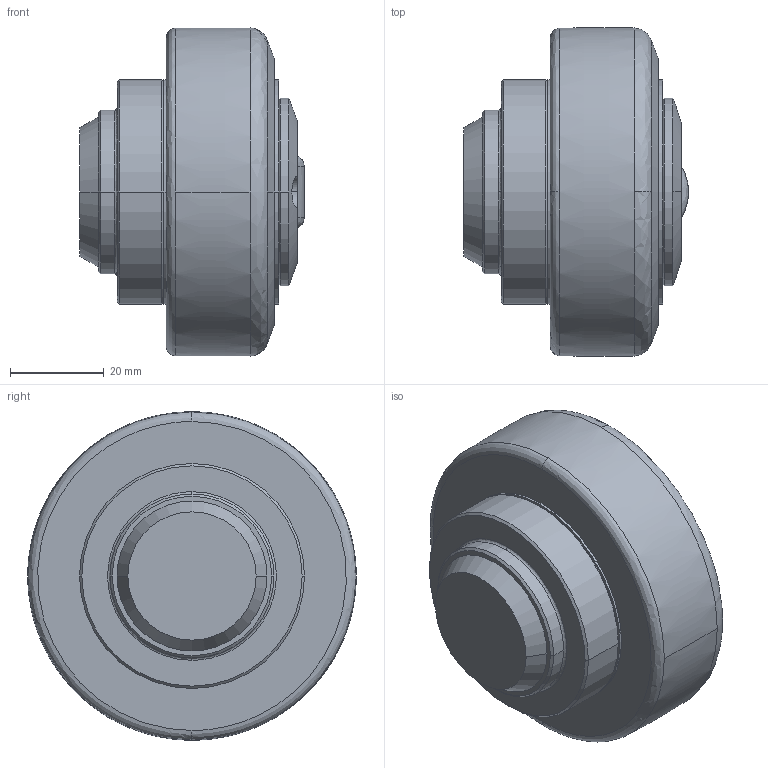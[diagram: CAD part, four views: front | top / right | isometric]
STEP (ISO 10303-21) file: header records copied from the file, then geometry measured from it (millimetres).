
FILE_DESCRIPTION (( 'STEP AP214' ), '1' );
FILE_NAME ('TR-070.0300-Rollco.step', '2023-04-28T07:38:38', ( '' ), ( '' ), 'SwSTEP 2.0', 'SolidWorks 2010', '' );
FILE_SCHEMA (( 'AUTOMOTIVE_DESIGN' ));
Length unit declared in the file: millimetre
Products named in the file (1): TR-070.0300-Rollco
Bounding box: 48 x 70.1 x 70.08 mm (x, y, z)
Volume: 118478.2 mm3; surface area: 14930.4 mm2
Topology: 1 solids, 1 shells, 76 faces, 183 edges, 118 vertices
Faces by surface type: cylinder 26, cone 22, bspline 12, plane 12, torus 4
Entity records: 2953 total; most frequent: CARTESIAN_POINT 899, DIRECTION 424, ORIENTED_EDGE 366, AXIS2_PLACEMENT_3D 188, EDGE_CURVE 183, CIRCLE 123, VERTEX_POINT 118, EDGE_LOOP 85
